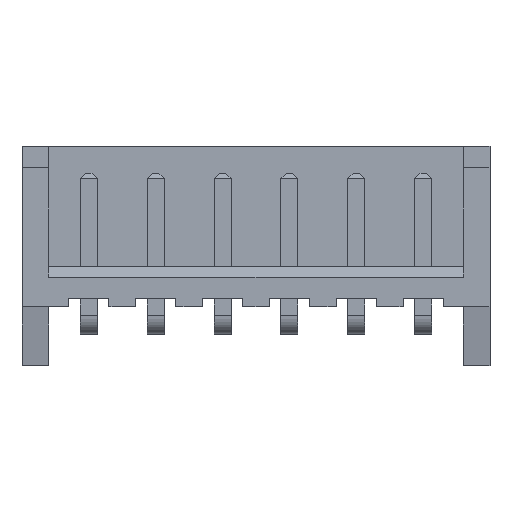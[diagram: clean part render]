
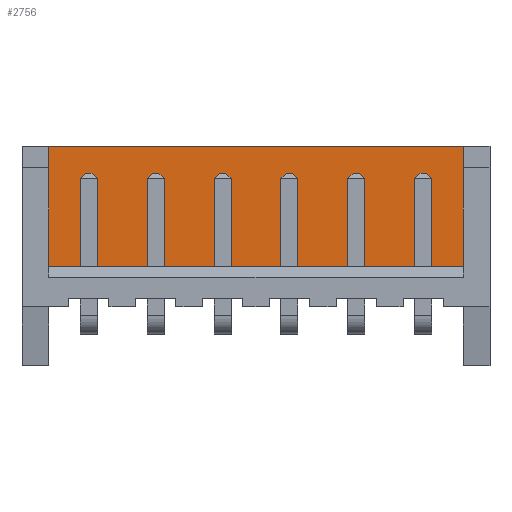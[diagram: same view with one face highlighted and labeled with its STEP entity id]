
A CAD part, top view. The second image highlights one B-rep face of the part: STEP entity #2756.
In plain terms, the highlighted planar face has unit normal (0, 0, 1).
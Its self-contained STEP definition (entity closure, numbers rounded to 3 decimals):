
#70 = PLANE('',#71);
#71 = AXIS2_PLACEMENT_3D('',#72,#73,#74);
#72 = CARTESIAN_POINT('',(-2.5,6.7,2.2));
#73 = DIRECTION('',(0.,-1.,0.));
#74 = DIRECTION('',(0.,0.,-1.));
#124 = PLANE('',#125);
#125 = AXIS2_PLACEMENT_3D('',#126,#127,#128);
#126 = CARTESIAN_POINT('',(14.,2.2,2.6));
#127 = DIRECTION('',(0.,-1.,0.));
#128 = DIRECTION('',(-1.,0.,0.));
#470 = VERTEX_POINT('',#471);
#471 = CARTESIAN_POINT('',(-2.05,2.2,0.85));
#485 = PLANE('',#486);
#486 = AXIS2_PLACEMENT_3D('',#487,#488,#489);
#487 = CARTESIAN_POINT('',(-2.05,6.7,0.85));
#488 = DIRECTION('',(-1.,0.,0.));
#489 = DIRECTION('',(0.,0.,1.));
#497 = EDGE_CURVE('',#498,#470,#500,.T.);
#498 = VERTEX_POINT('',#499);
#499 = CARTESIAN_POINT('',(14.55,2.2,0.85));
#500 = SURFACE_CURVE('',#501,(#505,#512),.PCURVE_S1.);
#501 = LINE('',#502,#503);
#502 = CARTESIAN_POINT('',(14.55,2.2,0.85));
#503 = VECTOR('',#504,1.);
#504 = DIRECTION('',(-1.,0.,0.));
#505 = PCURVE('',#124,#506);
#506 = DEFINITIONAL_REPRESENTATION('',(#507),#511);
#507 = LINE('',#508,#509);
#508 = CARTESIAN_POINT('',(-0.55,1.75));
#509 = VECTOR('',#510,1.);
#510 = DIRECTION('',(1.,0.));
#511 = ( GEOMETRIC_REPRESENTATION_CONTEXT(2)
PARAMETRIC_REPRESENTATION_CONTEXT() REPRESENTATION_CONTEXT('2D SPACE',''
) );
#512 = PCURVE('',#513,#518);
#513 = PLANE('',#514);
#514 = AXIS2_PLACEMENT_3D('',#515,#516,#517);
#515 = CARTESIAN_POINT('',(14.55,6.7,0.85));
#516 = DIRECTION('',(0.,0.,-1.));
#517 = DIRECTION('',(-1.,0.,0.));
#518 = DEFINITIONAL_REPRESENTATION('',(#519),#523);
#519 = LINE('',#520,#521);
#520 = CARTESIAN_POINT('',(0.,-4.5));
#521 = VECTOR('',#522,1.);
#522 = DIRECTION('',(1.,0.));
#523 = ( GEOMETRIC_REPRESENTATION_CONTEXT(2)
PARAMETRIC_REPRESENTATION_CONTEXT() REPRESENTATION_CONTEXT('2D SPACE',''
) );
#541 = PLANE('',#542);
#542 = AXIS2_PLACEMENT_3D('',#543,#544,#545);
#543 = CARTESIAN_POINT('',(14.55,6.7,1.35));
#544 = DIRECTION('',(1.,0.,0.));
#545 = DIRECTION('',(0.,0.,-1.));
#1632 = VERTEX_POINT('',#1633);
#1633 = CARTESIAN_POINT('',(-2.05,6.7,0.85));
#1654 = EDGE_CURVE('',#1655,#1632,#1657,.T.);
#1655 = VERTEX_POINT('',#1656);
#1656 = CARTESIAN_POINT('',(14.55,6.7,0.85));
#1657 = SURFACE_CURVE('',#1658,(#1662,#1669),.PCURVE_S1.);
#1658 = LINE('',#1659,#1660);
#1659 = CARTESIAN_POINT('',(14.55,6.7,0.85));
#1660 = VECTOR('',#1661,1.);
#1661 = DIRECTION('',(-1.,0.,0.));
#1662 = PCURVE('',#70,#1663);
#1663 = DEFINITIONAL_REPRESENTATION('',(#1664),#1668);
#1664 = LINE('',#1665,#1666);
#1665 = CARTESIAN_POINT('',(1.35,17.05));
#1666 = VECTOR('',#1667,1.);
#1667 = DIRECTION('',(0.,-1.));
#1668 = ( GEOMETRIC_REPRESENTATION_CONTEXT(2)
PARAMETRIC_REPRESENTATION_CONTEXT() REPRESENTATION_CONTEXT('2D SPACE',''
) );
#1669 = PCURVE('',#513,#1670);
#1670 = DEFINITIONAL_REPRESENTATION('',(#1671),#1675);
#1671 = LINE('',#1672,#1673);
#1672 = CARTESIAN_POINT('',(0.,0.));
#1673 = VECTOR('',#1674,1.);
#1674 = DIRECTION('',(1.,0.));
#1675 = ( GEOMETRIC_REPRESENTATION_CONTEXT(2)
PARAMETRIC_REPRESENTATION_CONTEXT() REPRESENTATION_CONTEXT('2D SPACE',''
) );
#2710 = EDGE_CURVE('',#1655,#498,#2711,.T.);
#2711 = SURFACE_CURVE('',#2712,(#2716,#2723),.PCURVE_S1.);
#2712 = LINE('',#2713,#2714);
#2713 = CARTESIAN_POINT('',(14.55,6.7,0.85));
#2714 = VECTOR('',#2715,1.);
#2715 = DIRECTION('',(0.,-1.,0.));
#2716 = PCURVE('',#541,#2717);
#2717 = DEFINITIONAL_REPRESENTATION('',(#2718),#2722);
#2718 = LINE('',#2719,#2720);
#2719 = CARTESIAN_POINT('',(0.5,0.));
#2720 = VECTOR('',#2721,1.);
#2721 = DIRECTION('',(0.,-1.));
#2722 = ( GEOMETRIC_REPRESENTATION_CONTEXT(2)
PARAMETRIC_REPRESENTATION_CONTEXT() REPRESENTATION_CONTEXT('2D SPACE',''
) );
#2723 = PCURVE('',#513,#2724);
#2724 = DEFINITIONAL_REPRESENTATION('',(#2725),#2729);
#2725 = LINE('',#2726,#2727);
#2726 = CARTESIAN_POINT('',(0.,0.));
#2727 = VECTOR('',#2728,1.);
#2728 = DIRECTION('',(0.,-1.));
#2729 = ( GEOMETRIC_REPRESENTATION_CONTEXT(2)
PARAMETRIC_REPRESENTATION_CONTEXT() REPRESENTATION_CONTEXT('2D SPACE',''
) );
#2756 = ADVANCED_FACE('',(#2757),#513,.F.);
#2757 = FACE_BOUND('',#2758,.F.);
#2758 = EDGE_LOOP('',(#2759,#2760,#2761,#2782));
#2759 = ORIENTED_EDGE('',*,*,#2710,.T.);
#2760 = ORIENTED_EDGE('',*,*,#497,.T.);
#2761 = ORIENTED_EDGE('',*,*,#2762,.F.);
#2762 = EDGE_CURVE('',#1632,#470,#2763,.T.);
#2763 = SURFACE_CURVE('',#2764,(#2768,#2775),.PCURVE_S1.);
#2764 = LINE('',#2765,#2766);
#2765 = CARTESIAN_POINT('',(-2.05,6.7,0.85));
#2766 = VECTOR('',#2767,1.);
#2767 = DIRECTION('',(0.,-1.,0.));
#2768 = PCURVE('',#513,#2769);
#2769 = DEFINITIONAL_REPRESENTATION('',(#2770),#2774);
#2770 = LINE('',#2771,#2772);
#2771 = CARTESIAN_POINT('',(16.6,0.));
#2772 = VECTOR('',#2773,1.);
#2773 = DIRECTION('',(0.,-1.));
#2774 = ( GEOMETRIC_REPRESENTATION_CONTEXT(2)
PARAMETRIC_REPRESENTATION_CONTEXT() REPRESENTATION_CONTEXT('2D SPACE',''
) );
#2775 = PCURVE('',#485,#2776);
#2776 = DEFINITIONAL_REPRESENTATION('',(#2777),#2781);
#2777 = LINE('',#2778,#2779);
#2778 = CARTESIAN_POINT('',(0.,0.));
#2779 = VECTOR('',#2780,1.);
#2780 = DIRECTION('',(0.,-1.));
#2781 = ( GEOMETRIC_REPRESENTATION_CONTEXT(2)
PARAMETRIC_REPRESENTATION_CONTEXT() REPRESENTATION_CONTEXT('2D SPACE',''
) );
#2782 = ORIENTED_EDGE('',*,*,#1654,.F.);
